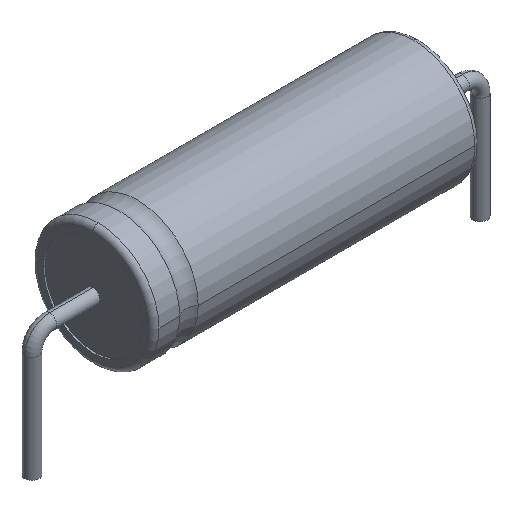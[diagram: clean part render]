
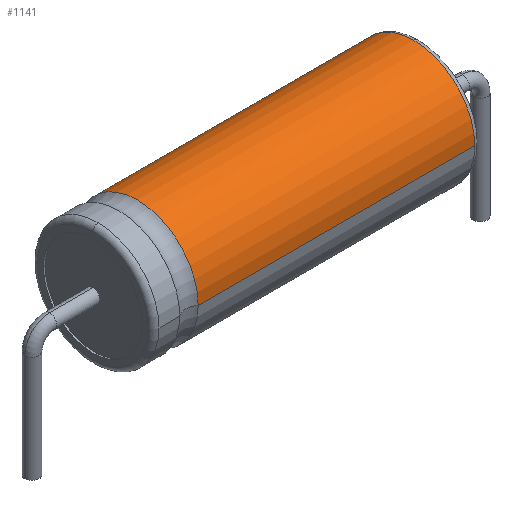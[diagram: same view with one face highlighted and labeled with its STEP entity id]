
A CAD part, isometric view. The second image highlights one B-rep face of the part: STEP entity #1141.
In plain terms, the highlighted cylindrical face has radius 3.45 mm (diameter 6.9 mm), a partial arc.
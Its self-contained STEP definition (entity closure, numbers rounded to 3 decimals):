
#688=CARTESIAN_POINT('',(-6.725,3.45,3.45));
#689=VERTEX_POINT('',#688);
#699=CARTESIAN_POINT('',(-6.725,-3.45,3.45));
#700=VERTEX_POINT('',#699);
#816=CARTESIAN_POINT('',(8.95,3.45,3.45));
#817=VERTEX_POINT('',#816);
#818=CARTESIAN_POINT('',(8.95,3.45,3.45));
#819=DIRECTION('',(-1.0,0.0,0.0));
#820=VECTOR('',#819,15.675);
#821=LINE('',#818,#820);
#822=EDGE_CURVE('',#817,#689,#821,.T.);
#833=CARTESIAN_POINT('',(8.95,-3.45,3.45));
#834=VERTEX_POINT('',#833);
#842=CARTESIAN_POINT('',(8.95,-3.45,3.45));
#843=DIRECTION('',(-1.0,0.0,0.0));
#844=VECTOR('',#843,15.675);
#845=LINE('',#842,#844);
#846=EDGE_CURVE('',#834,#700,#845,.T.);
#857=CARTESIAN_POINT('',(8.95,0.,6.9));
#858=VERTEX_POINT('',#857);
#868=CARTESIAN_POINT('',(8.95,0.,3.45));
#869=DIRECTION('',(1.0,0.0,0.0));
#870=DIRECTION('',(0.0,-1.0,0.0));
#871=AXIS2_PLACEMENT_3D('',#868,#869,#870);
#872=CIRCLE('',#871,3.45);
#873=EDGE_CURVE('',#858,#834,#872,.T.);
#1113=CARTESIAN_POINT('',(8.95,0.,3.45));
#1114=DIRECTION('',(1.0,0.0,0.0));
#1115=DIRECTION('',(0.0,-1.0,0.0));
#1116=AXIS2_PLACEMENT_3D('',#1113,#1114,#1115);
#1117=CIRCLE('',#1116,3.45);
#1118=EDGE_CURVE('',#817,#858,#1117,.T.);
#1123=CARTESIAN_POINT('',(-9.25,0.,3.45));
#1124=DIRECTION('',(1.0,0.0,0.));
#1125=DIRECTION('',(0.0,1.0,0.0));
#1126=AXIS2_PLACEMENT_3D('',#1123,#1124,#1125);
#1127=CYLINDRICAL_SURFACE('',#1126,3.45);
#1128=ORIENTED_EDGE('',*,*,#822,.T.);
#1129=CARTESIAN_POINT('',(-6.725,0.,3.45));
#1130=DIRECTION('',(1.0,0.0,0.0));
#1131=DIRECTION('',(0.0,1.0,0.0));
#1132=AXIS2_PLACEMENT_3D('',#1129,#1130,#1131);
#1133=CIRCLE('',#1132,3.45);
#1134=EDGE_CURVE('',#689,#700,#1133,.T.);
#1135=ORIENTED_EDGE('',*,*,#1134,.T.);
#1136=ORIENTED_EDGE('',*,*,#846,.F.);
#1137=ORIENTED_EDGE('',*,*,#873,.F.);
#1138=ORIENTED_EDGE('',*,*,#1118,.F.);
#1139=EDGE_LOOP('',(#1128,#1135,#1136,#1137,#1138));
#1140=FACE_OUTER_BOUND('',#1139,.T.);
#1141=ADVANCED_FACE('',(#1140),#1127,.T.);
